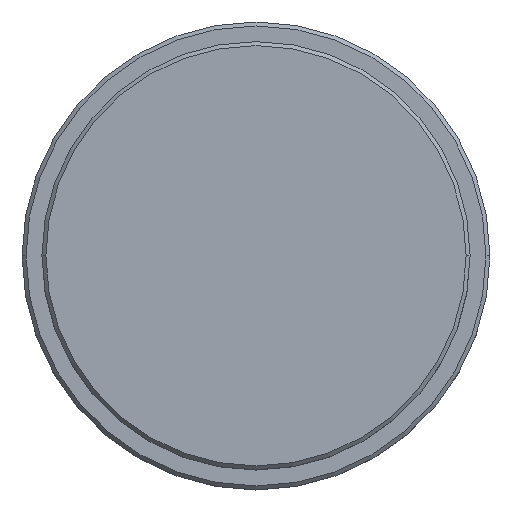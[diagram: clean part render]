
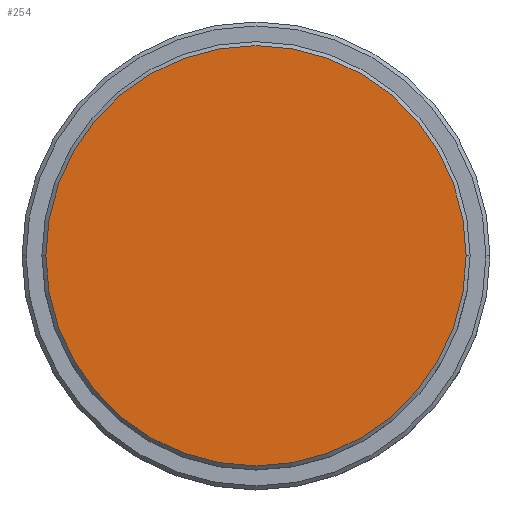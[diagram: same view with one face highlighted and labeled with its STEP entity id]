
A CAD part, top view. The second image highlights one B-rep face of the part: STEP entity #254.
In plain terms, the highlighted planar face has unit normal (0, 0, 1).
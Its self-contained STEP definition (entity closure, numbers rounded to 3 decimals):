
#64 = DIRECTION ( 'NONE',  ( 1., 0., 0. ) ) ;
#166 = DIRECTION ( 'NONE',  ( 0., 0., 1. ) ) ;
#203 = VERTEX_POINT ( 'NONE', #327 ) ;
#225 = EDGE_LOOP ( 'NONE', ( #810, #658 ) ) ;
#254 = ADVANCED_FACE ( 'NONE', ( #1001 ), #319, .T. ) ;
#271 = CARTESIAN_POINT ( 'NONE',  ( 0., 0., 0. ) ) ;
#319 = PLANE ( 'NONE',  #1168 ) ;
#327 = CARTESIAN_POINT ( 'NONE',  ( 26.5, 0., 0. ) ) ;
#649 = DIRECTION ( 'NONE',  ( 0., 0., 1. ) ) ;
#651 = CARTESIAN_POINT ( 'NONE',  ( 0., 0., 0. ) ) ;
#658 = ORIENTED_EDGE ( 'NONE', *, *, #1349, .T. ) ;
#800 = AXIS2_PLACEMENT_3D ( 'NONE', #271, #166, #64 ) ;
#803 = AXIS2_PLACEMENT_3D ( 'NONE', #651, #837, #841 ) ;
#810 = ORIENTED_EDGE ( 'NONE', *, *, #981, .T. ) ;
#837 = DIRECTION ( 'NONE',  ( 0., 0., 1. ) ) ;
#841 = DIRECTION ( 'NONE',  ( 1., 0., 0. ) ) ;
#844 = CIRCLE ( 'NONE', #803, 26.5 ) ;
#895 = CARTESIAN_POINT ( 'NONE',  ( 0., 0., 0. ) ) ;
#981 = EDGE_CURVE ( 'NONE', #1259, #203, #1187, .T. ) ;
#1001 = FACE_OUTER_BOUND ( 'NONE', #225, .T. ) ;
#1038 = CARTESIAN_POINT ( 'NONE',  ( -26.5, 0., 0. ) ) ;
#1168 = AXIS2_PLACEMENT_3D ( 'NONE', #895, #649, #1339 ) ;
#1187 = CIRCLE ( 'NONE', #800, 26.5 ) ;
#1259 = VERTEX_POINT ( 'NONE', #1038 ) ;
#1339 = DIRECTION ( 'NONE',  ( 1., 0., 0. ) ) ;
#1349 = EDGE_CURVE ( 'NONE', #203, #1259, #844, .T. ) ;
